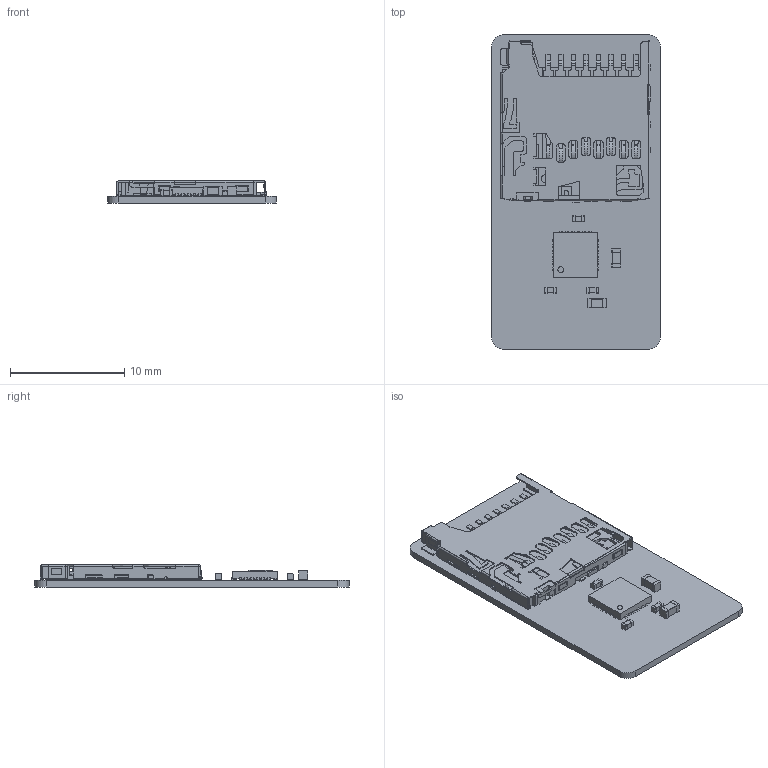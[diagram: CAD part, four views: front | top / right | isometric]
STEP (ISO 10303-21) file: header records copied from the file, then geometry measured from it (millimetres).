
FILE_DESCRIPTION(('KiCad electronic assembly'),'2;1');
FILE_NAME('kawaiiSD.step','2024-06-04T13:15:53',('Pcbnew'),('Kicad'), 'Open CASCADE STEP processor 7.7','KiCad to STEP converter','Unknown' );
FILE_SCHEMA(('AUTOMOTIVE_DESIGN { 1 0 10303 214 1 1 1 1 }'));
Length unit declared in the file: millimetre
Products named in the file (10): kawaiiSD 1; C_0603_1608Metric; C_0402_1005Metric; Texas_RTW_WQFN-24-1EP_4x4mm_P0.5mm_EP2.7x2.7mm; 503398-1892; 5033980891; kawaiiSD_PCB
Assembly tree (12 placements, depth 3):
  kawaiiSD 1
    C_0603_1608Metric  x2
      C_0603_1608Metric
    C_0402_1005Metric  x3
      C_0402_1005Metric
    Texas_RTW_WQFN-24-1EP_4x4mm_P0.5mm_EP2.7x2.7mm
      Texas_RTW_WQFN-24-1EP_4x4mm_P0.5mm_EP2.7x2.7mm
    503398-1892
      5033980891
    kawaiiSD_PCB
Bounding box: 14.8 x 27.5 x 1.94 mm (x, y, z)
Volume: 312.9 mm3; surface area: 1592.2 mm2
Topology: 8 solids, 8 shells, 1265 faces, 3716 edges, 2509 vertices
Faces by surface type: plane 850, cylinder 367, bspline 48
Full cylindrical faces by diameter (mm): 0.5 x1
Entity records: 42226 total; most frequent: CARTESIAN_POINT 8659, ORIENTED_EDGE 6880, DIRECTION 6356, EDGE_CURVE 3440, LINE 2736, VECTOR 2736, VERTEX_POINT 2245, AXIS2_PLACEMENT_3D 1810
